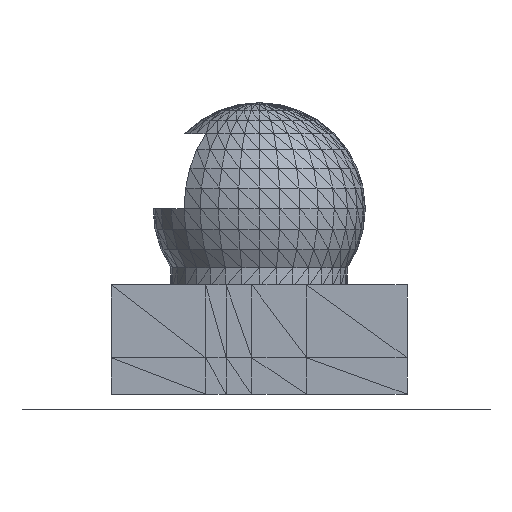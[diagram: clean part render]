
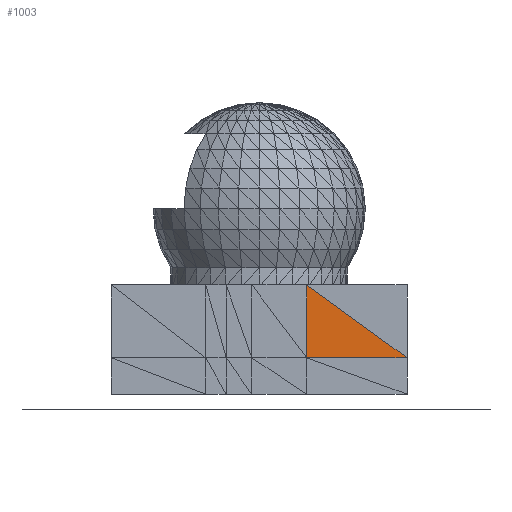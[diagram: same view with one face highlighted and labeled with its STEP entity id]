
A CAD part, left-side view. The second image highlights one B-rep face of the part: STEP entity #1003.
In plain terms, the highlighted planar face has unit normal (-1, 0, 0).
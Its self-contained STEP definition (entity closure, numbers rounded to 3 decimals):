
#1003 = ADVANCED_FACE('',(#1004),#1030,.T.);
#1004 = FACE_BOUND('',#1005,.T.);
#1005 = EDGE_LOOP('',(#1006,#1016,#1024));
#1006 = ORIENTED_EDGE('',*,*,#1007,.T.);
#1007 = EDGE_CURVE('',#1008,#1010,#1012,.T.);
#1008 = VERTEX_POINT('',#1009);
#1009 = CARTESIAN_POINT('',(-0.035,-0.015,
    0.008));
#1010 = VERTEX_POINT('',#1011);
#1011 = CARTESIAN_POINT('',(-0.035,-0.048,
    0.008));
#1012 = LINE('',#1013,#1014);
#1013 = CARTESIAN_POINT('',(-0.035,-0.015,
    0.008));
#1014 = VECTOR('',#1015,1.);
#1015 = DIRECTION('',(0.,-1.,0.));
#1016 = ORIENTED_EDGE('',*,*,#1017,.F.);
#1017 = EDGE_CURVE('',#1018,#1010,#1020,.T.);
#1018 = VERTEX_POINT('',#1019);
#1019 = CARTESIAN_POINT('',(-0.035,-0.015,
    0.031));
#1020 = LINE('',#1021,#1022);
#1021 = CARTESIAN_POINT('',(-0.035,-0.015,
    0.031));
#1022 = VECTOR('',#1023,1.);
#1023 = DIRECTION('',(0.,-0.809,-0.588));
#1024 = ORIENTED_EDGE('',*,*,#1025,.T.);
#1025 = EDGE_CURVE('',#1018,#1008,#1026,.T.);
#1026 = LINE('',#1027,#1028);
#1027 = CARTESIAN_POINT('',(-0.035,-0.015,
    0.031));
#1028 = VECTOR('',#1029,1.);
#1029 = DIRECTION('',(0.,0.,-1.));
#1030 = PLANE('',#1031);
#1031 = AXIS2_PLACEMENT_3D('',#1032,#1033,#1034);
#1032 = CARTESIAN_POINT('',(-0.035,-0.027,
    0.015));
#1033 = DIRECTION('',(-1.,-0.,-0.));
#1034 = DIRECTION('',(0.,0.,-1.));
